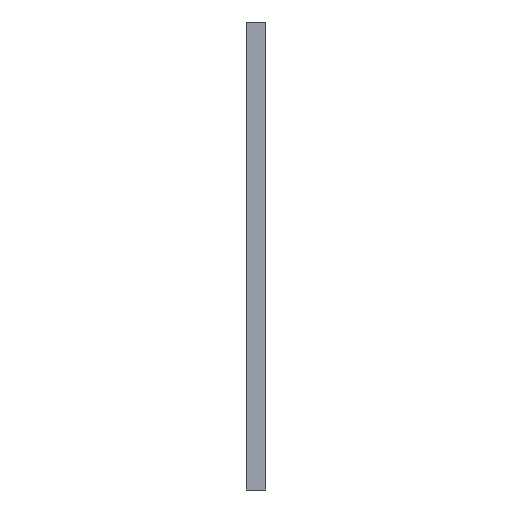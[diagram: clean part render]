
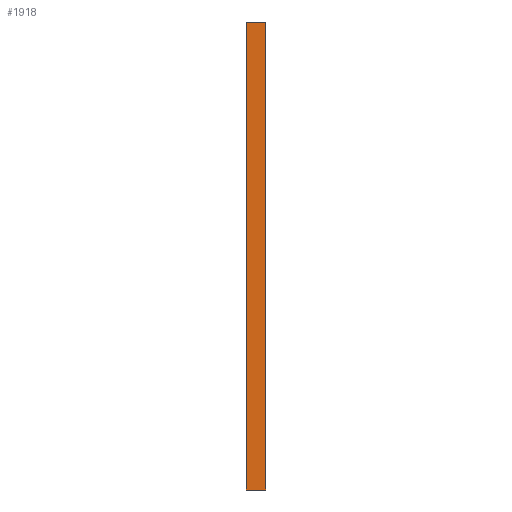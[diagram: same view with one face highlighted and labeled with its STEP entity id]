
A CAD part, front view. The second image highlights one B-rep face of the part: STEP entity #1918.
In plain terms, the highlighted planar face has unit normal (0, -1, 0).
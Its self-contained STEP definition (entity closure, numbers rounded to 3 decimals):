
#42 = VECTOR ( 'NONE', #526, 1000. ) ;
#59 = CARTESIAN_POINT ( 'NONE',  ( -61.5, 0., 0. ) ) ;
#142 = VECTOR ( 'NONE', #1906, 1000. ) ;
#289 = VECTOR ( 'NONE', #1042, 1000. ) ;
#296 = PLANE ( 'NONE',  #976 ) ;
#329 = VERTEX_POINT ( 'NONE', #1759 ) ;
#420 = CARTESIAN_POINT ( 'NONE',  ( -61.5, 0., -3000. ) ) ;
#459 = CARTESIAN_POINT ( 'NONE',  ( 0., 0., -3000. ) ) ;
#515 = LINE ( 'NONE', #992, #42 ) ;
#525 = EDGE_LOOP ( 'NONE', ( #1585, #657, #1280, #1582 ) ) ;
#526 = DIRECTION ( 'NONE',  ( -1., 0., 0. ) ) ;
#623 = EDGE_CURVE ( 'NONE', #1919, #630, #515, .T. ) ;
#630 = VERTEX_POINT ( 'NONE', #59 ) ;
#643 = CARTESIAN_POINT ( 'NONE',  ( 61.5, 0., -3000. ) ) ;
#657 = ORIENTED_EDGE ( 'NONE', *, *, #1209, .T. ) ;
#748 = EDGE_CURVE ( 'NONE', #1369, #1919, #1011, .T. ) ;
#976 = AXIS2_PLACEMENT_3D ( 'NONE', #459, #1197, #1701 ) ;
#992 = CARTESIAN_POINT ( 'NONE',  ( 0., 0., 0. ) ) ;
#1011 = LINE ( 'NONE', #1356, #1485 ) ;
#1042 = DIRECTION ( 'NONE',  ( 0., 0., -1. ) ) ;
#1113 = CARTESIAN_POINT ( 'NONE',  ( 0., 0., -3000. ) ) ;
#1197 = DIRECTION ( 'NONE',  ( 0., -1., 0. ) ) ;
#1209 = EDGE_CURVE ( 'NONE', #630, #329, #1813, .T. ) ;
#1280 = ORIENTED_EDGE ( 'NONE', *, *, #1761, .T. ) ;
#1356 = CARTESIAN_POINT ( 'NONE',  ( 61.5, 0., -3000. ) ) ;
#1369 = VERTEX_POINT ( 'NONE', #643 ) ;
#1485 = VECTOR ( 'NONE', #1817, 1000. ) ;
#1494 = CARTESIAN_POINT ( 'NONE',  ( 61.5, 0., 0. ) ) ;
#1582 = ORIENTED_EDGE ( 'NONE', *, *, #748, .T. ) ;
#1585 = ORIENTED_EDGE ( 'NONE', *, *, #623, .T. ) ;
#1688 = FACE_OUTER_BOUND ( 'NONE', #525, .T. ) ;
#1701 = DIRECTION ( 'NONE',  ( 0., 0., -1. ) ) ;
#1759 = CARTESIAN_POINT ( 'NONE',  ( -61.5, 0., -3000. ) ) ;
#1761 = EDGE_CURVE ( 'NONE', #329, #1369, #1870, .T. ) ;
#1813 = LINE ( 'NONE', #420, #289 ) ;
#1817 = DIRECTION ( 'NONE',  ( 0., 0., 1. ) ) ;
#1870 = LINE ( 'NONE', #1113, #142 ) ;
#1906 = DIRECTION ( 'NONE',  ( 1., 0., 0. ) ) ;
#1918 = ADVANCED_FACE ( 'NONE', ( #1688 ), #296, .T. ) ;
#1919 = VERTEX_POINT ( 'NONE', #1494 ) ;
